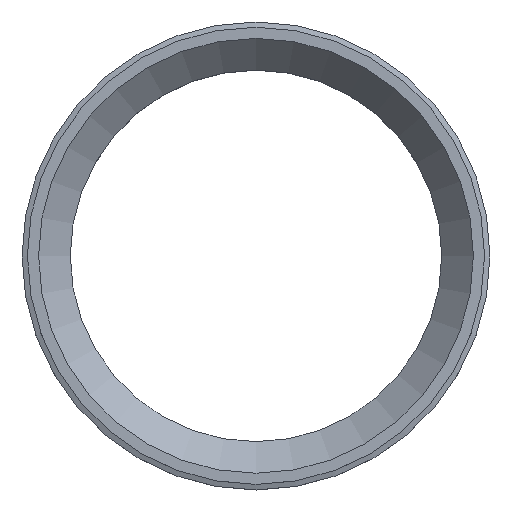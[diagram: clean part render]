
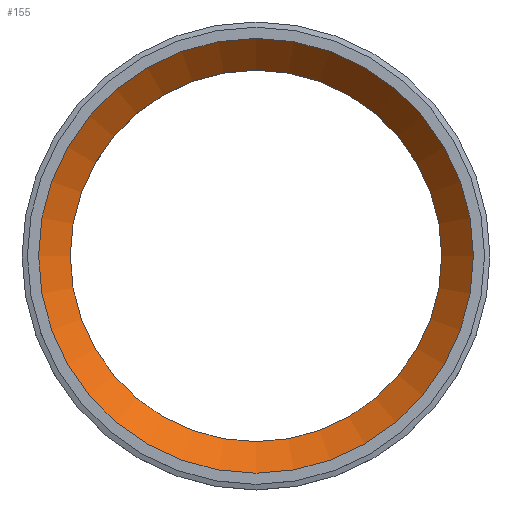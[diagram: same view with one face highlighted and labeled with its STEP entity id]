
A CAD part, top view. The second image highlights one B-rep face of the part: STEP entity #155.
In plain terms, the highlighted conical face has half-angle 45 degrees and reference radius 28 mm.
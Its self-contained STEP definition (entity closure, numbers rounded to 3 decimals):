
#29=FACE_OUTER_BOUND('',#39,.T.);
#39=EDGE_LOOP('',(#112,#113,#114,#115));
#52=LINE('',#269,#59);
#59=VECTOR('',#212,28.);
#66=CIRCLE('',#181,25.8);
#67=CIRCLE('',#182,30.2);
#79=VERTEX_POINT('',#266);
#80=VERTEX_POINT('',#268);
#92=EDGE_CURVE('',#79,#79,#66,.T.);
#93=EDGE_CURVE('',#79,#80,#52,.T.);
#94=EDGE_CURVE('',#80,#80,#67,.T.);
#112=ORIENTED_EDGE('',*,*,#92,.T.);
#113=ORIENTED_EDGE('',*,*,#93,.T.);
#114=ORIENTED_EDGE('',*,*,#94,.T.);
#115=ORIENTED_EDGE('',*,*,#93,.F.);
#152=CONICAL_SURFACE('',#180,28.,0.785);
#155=ADVANCED_FACE('',(#29),#152,.F.);
#180=AXIS2_PLACEMENT_3D('',#265,#208,#209);
#181=AXIS2_PLACEMENT_3D('',#267,#210,#211);
#182=AXIS2_PLACEMENT_3D('',#270,#213,#214);
#208=DIRECTION('center_axis',(0.,0.,1.));
#209=DIRECTION('ref_axis',(1.,0.,0.));
#210=DIRECTION('center_axis',(0.,0.,-1.));
#211=DIRECTION('ref_axis',(1.,0.,0.));
#212=DIRECTION('',(-0.707,0.,0.707));
#213=DIRECTION('center_axis',(0.,0.,1.));
#214=DIRECTION('ref_axis',(1.,0.,0.));
#265=CARTESIAN_POINT('Origin',(0.,0.,14.8));
#266=CARTESIAN_POINT('',(-25.8,0.,12.6));
#267=CARTESIAN_POINT('Origin',(0.,0.,12.6));
#268=CARTESIAN_POINT('',(-30.2,0.,17.));
#269=CARTESIAN_POINT('',(-28.,0.,14.8));
#270=CARTESIAN_POINT('Origin',(0.,0.,17.));
